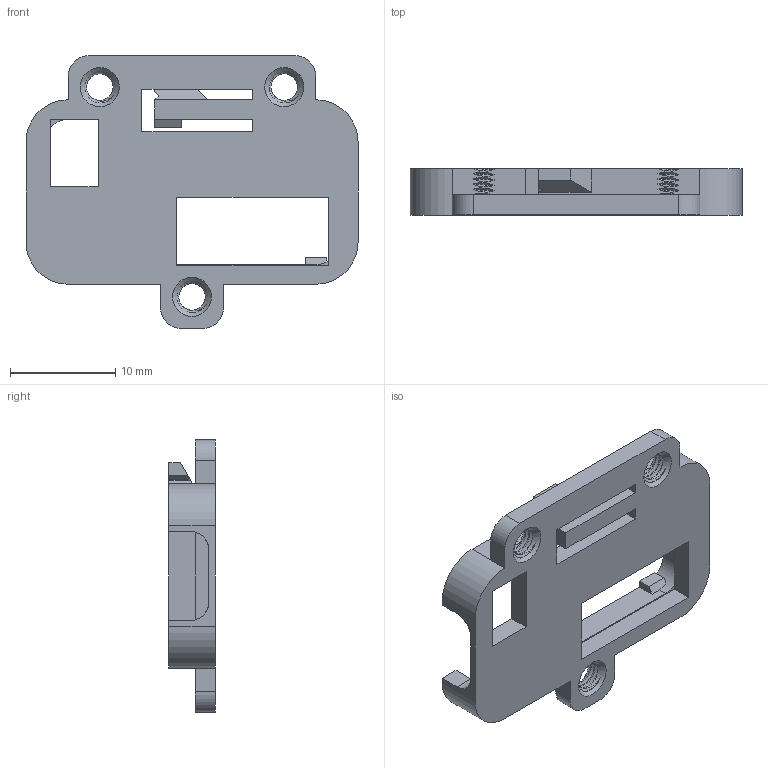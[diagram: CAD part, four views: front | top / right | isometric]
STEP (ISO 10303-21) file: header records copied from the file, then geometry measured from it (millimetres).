
FILE_DESCRIPTION(/* description */ (''),/* implementation_level */ '2;1');
FILE_NAME(/* name */ '2022-10-13_flat_programmer_v12.step',/* time_stamp */ '2022-11-07T13:29:43+01:00',/* author */ (''),/* organization */ (''),/* preprocessor_version */ 'ST-DEVELOPER v19.2',/* originating_system */ 'Autodesk Translation Framework v11.17.0.187',/* authorisation */ '');
FILE_SCHEMA (('AUTOMOTIVE_DESIGN { 1 0 10303 214 3 1 1 }'));
Length unit declared in the file: millimetre
Products named in the file (1): 2022-10-13 flat programmer
Bounding box: 31.5 x 4.4 x 25.9 mm (x, y, z)
Volume: 1280.2 mm3; surface area: 1911.8 mm2
Topology: 1 solids, 1 shells, 245 faces, 722 edges, 478 vertices
Faces by surface type: plane 113, cylinder 68, bspline 61, cone 3
Full cylindrical faces by diameter (mm): 2.529 x4, 3.086 x4
Entity records: 11640 total; most frequent: CARTESIAN_POINT 5673, ORIENTED_EDGE 1444, DIRECTION 905, EDGE_CURVE 722, VERTEX_POINT 478, LINE 431, VECTOR 431, EDGE_LOOP 256
